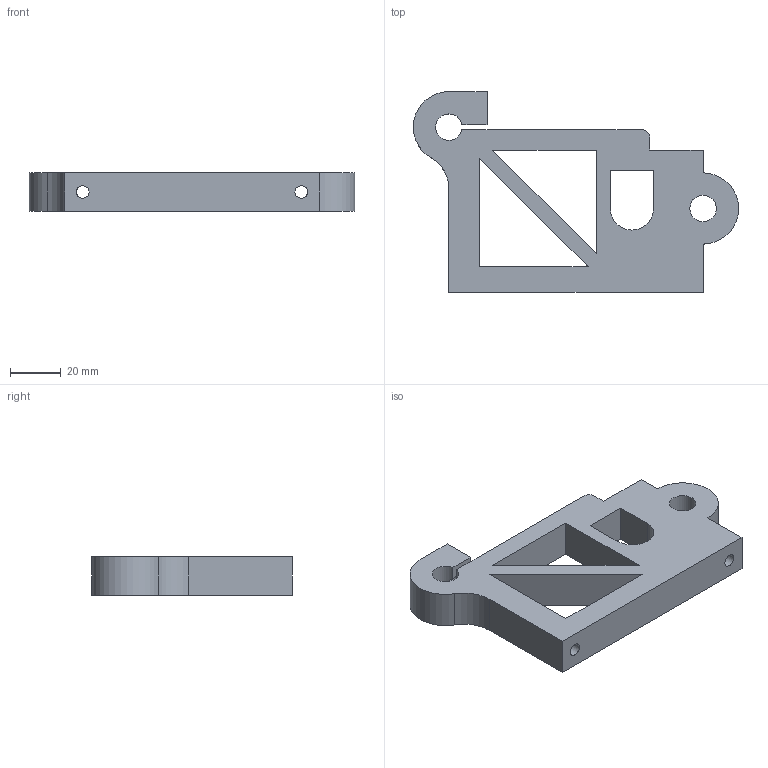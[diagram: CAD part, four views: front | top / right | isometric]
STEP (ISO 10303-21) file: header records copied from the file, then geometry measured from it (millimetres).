
FILE_DESCRIPTION(('FreeCAD Model'),'2;1');
FILE_NAME('x_right_holder_B.step','2015-04-07T12:25:47',('Author'),(''), 'Open CASCADE STEP processor 6.8','FreeCAD','Unknown');
FILE_SCHEMA(('AUTOMOTIVE_DESIGN_CC2 { 1 2 10303 214 -1 1 5 4 }'));
Length unit declared in the file: millimetre
Products named in the file (1): Fillet001002
Bounding box: 128 x 79 x 15 mm (x, y, z)
Volume: 69154.4 mm3; surface area: 23880.3 mm2
Topology: 1 solids, 1 shells, 31 faces, 116 edges, 84 vertices
Faces by surface type: plane 21, cylinder 10
Full cylindrical faces by diameter (mm): 5 x3, 10.4 x1
Entity records: 3383 total; most frequent: CARTESIAN_POINT 1152, DIRECTION 386, LINE 238, VECTOR 238, ORIENTED_EDGE 232, PCURVE 232, DEFINITIONAL_REPRESENTATION 232, EDGE_CURVE 116
